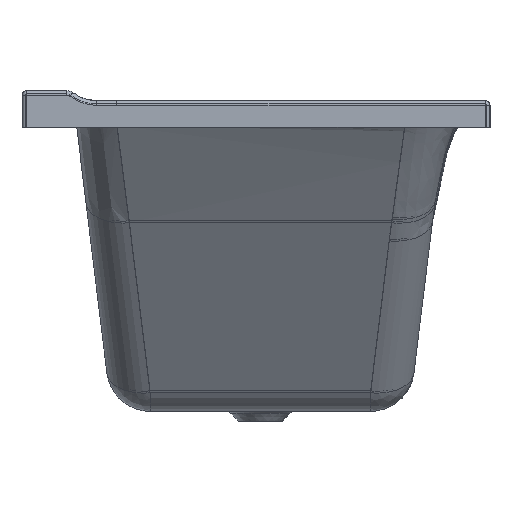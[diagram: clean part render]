
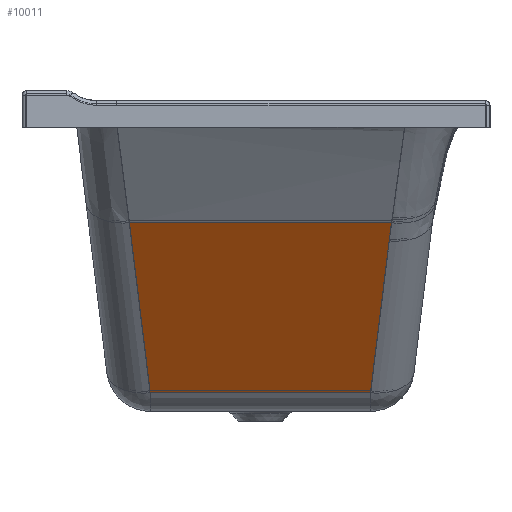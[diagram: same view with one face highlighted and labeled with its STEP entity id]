
A CAD part, front view. The second image highlights one B-rep face of the part: STEP entity #10011.
In plain terms, the highlighted face is planar.
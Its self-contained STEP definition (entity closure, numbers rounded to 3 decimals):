
#8675=CARTESIAN_POINT('',(-495.253,-171.637,42.718));
#8676=VERTEX_POINT('',#8675);
#8875=CARTESIAN_POINT('',(-654.418,-199.547,270.03));
#8876=VERTEX_POINT('',#8875);
#8884=CARTESIAN_POINT('',(-495.253,-171.637,42.718));
#8885=DIRECTION('',(-0.571,-0.1,0.815));
#8886=VECTOR('',#8885,278.897);
#8887=LINE('',#8884,#8886);
#8888=EDGE_CURVE('',#8676,#8876,#8887,.T.);
#9267=CARTESIAN_POINT('',(-495.253,158.436,42.718));
#9268=VERTEX_POINT('',#9267);
#9269=CARTESIAN_POINT('',(-495.253,-171.637,42.718));
#9270=DIRECTION('',(0.0,1.0,0.0));
#9271=VECTOR('',#9270,330.072);
#9272=LINE('',#9269,#9271);
#9273=EDGE_CURVE('',#8676,#9268,#9272,.T.);
#9959=CARTESIAN_POINT('',(-673.396,-203.189,297.132));
#9960=VERTEX_POINT('',#9959);
#9973=CARTESIAN_POINT('',(-673.396,-203.189,297.132));
#9974=CARTESIAN_POINT('',(-670.243,-202.527,292.629));
#9975=CARTESIAN_POINT('',(-667.084,-201.895,288.118));
#9976=CARTESIAN_POINT('',(-663.921,-201.289,283.601));
#9977=CARTESIAN_POINT('',(-660.758,-200.683,279.083));
#9978=CARTESIAN_POINT('',(-657.59,-200.103,274.559));
#9979=CARTESIAN_POINT('',(-654.418,-199.547,270.03));
#9980=B_SPLINE_CURVE_WITH_KNOTS('',3,(#9973,#9974,#9975,#9976,#9977,#9978,#9979),.UNSPECIFIED.,.F.,.U.,(4,3,4),(438.936,458.62,478.304),.UNSPECIFIED.);
#9981=EDGE_CURVE('',#9960,#8876,#9980,.T.);
#9987=CARTESIAN_POINT('',(-477.338,0.0,17.132));
#9988=DIRECTION('',(-0.819,0.0,-0.574));
#9989=DIRECTION('',(-0.574,0.0,0.819));
#9990=AXIS2_PLACEMENT_3D('',#9987,#9988,#9989);
#9991=PLANE('',#9990);
#9992=ORIENTED_EDGE('',*,*,#8888,.T.);
#9993=ORIENTED_EDGE('',*,*,#9981,.F.);
#9994=CARTESIAN_POINT('',(-673.396,189.674,297.132));
#9995=VERTEX_POINT('',#9994);
#9996=CARTESIAN_POINT('',(-673.396,-203.189,297.132));
#9997=DIRECTION('',(0.0,1.0,0.0));
#9998=VECTOR('',#9997,392.863);
#9999=LINE('',#9996,#9998);
#10000=EDGE_CURVE('',#9960,#9995,#9999,.T.);
#10001=ORIENTED_EDGE('',*,*,#10000,.T.);
#10002=CARTESIAN_POINT('',(-673.396,189.674,297.132));
#10003=DIRECTION('',(0.571,-0.1,-0.815));
#10004=VECTOR('',#10003,312.15);
#10005=LINE('',#10002,#10004);
#10006=EDGE_CURVE('',#9995,#9268,#10005,.T.);
#10007=ORIENTED_EDGE('',*,*,#10006,.T.);
#10008=ORIENTED_EDGE('',*,*,#9273,.F.);
#10009=EDGE_LOOP('',(#9992,#9993,#10001,#10007,#10008));
#10010=FACE_OUTER_BOUND('',#10009,.T.);
#10011=ADVANCED_FACE('',(#10010),#9991,.T.);
